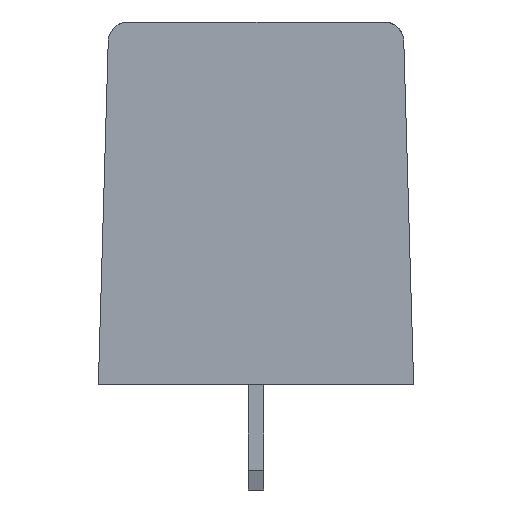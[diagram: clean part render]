
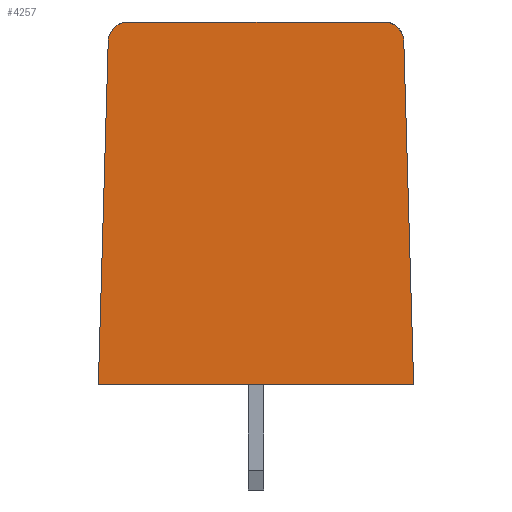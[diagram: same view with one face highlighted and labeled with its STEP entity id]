
A CAD part, left-side view. The second image highlights one B-rep face of the part: STEP entity #4257.
In plain terms, the highlighted planar face has unit normal (-1, 0, 0).
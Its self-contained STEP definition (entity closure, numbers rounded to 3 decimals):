
#4125 = VERTEX_POINT('',#4126);
#4126 = CARTESIAN_POINT('',(-0.625,6.5,18.4));
#4132 = EDGE_CURVE('',#4125,#4133,#4135,.T.);
#4133 = VERTEX_POINT('',#4134);
#4134 = CARTESIAN_POINT('',(-0.625,-6.5,18.4));
#4135 = LINE('',#4136,#4137);
#4136 = CARTESIAN_POINT('',(-0.625,8.,18.4));
#4137 = VECTOR('',#4138,1.);
#4138 = DIRECTION('',(0.,-1.,0.));
#4172 = VERTEX_POINT('',#4173);
#4173 = CARTESIAN_POINT('',(-0.625,7.5,17.429));
#4179 = EDGE_CURVE('',#4172,#4125,#4180,.T.);
#4180 = CIRCLE('',#4181,1.);
#4181 = AXIS2_PLACEMENT_3D('',#4182,#4183,#4184);
#4182 = CARTESIAN_POINT('',(-0.625,6.5,17.4));
#4183 = DIRECTION('',(1.,0.,0.));
#4184 = DIRECTION('',(0.,1.,0.));
#4238 = EDGE_CURVE('',#4133,#4239,#4241,.T.);
#4239 = VERTEX_POINT('',#4240);
#4240 = CARTESIAN_POINT('',(-0.625,-7.5,17.429));
#4241 = CIRCLE('',#4242,1.);
#4242 = AXIS2_PLACEMENT_3D('',#4243,#4244,#4245);
#4243 = CARTESIAN_POINT('',(-0.625,-6.5,17.4));
#4244 = DIRECTION('',(1.,0.,0.));
#4245 = DIRECTION('',(0.,1.,0.));
#4257 = ADVANCED_FACE('',(#4258),#4285,.T.);
#4258 = FACE_BOUND('',#4259,.T.);
#4259 = EDGE_LOOP('',(#4260,#4268,#4276,#4282,#4283,#4284));
#4260 = ORIENTED_EDGE('',*,*,#4261,.F.);
#4261 = EDGE_CURVE('',#4262,#4172,#4264,.T.);
#4262 = VERTEX_POINT('',#4263);
#4263 = CARTESIAN_POINT('',(-0.625,8.,0.));
#4264 = LINE('',#4265,#4266);
#4265 = CARTESIAN_POINT('',(-0.625,7.75,8.714));
#4266 = VECTOR('',#4267,1.);
#4267 = DIRECTION('',(0.,-0.029,1.));
#4268 = ORIENTED_EDGE('',*,*,#4269,.T.);
#4269 = EDGE_CURVE('',#4262,#4270,#4272,.T.);
#4270 = VERTEX_POINT('',#4271);
#4271 = CARTESIAN_POINT('',(-0.625,-8.,0.));
#4272 = LINE('',#4273,#4274);
#4273 = CARTESIAN_POINT('',(-0.625,8.,0.));
#4274 = VECTOR('',#4275,1.);
#4275 = DIRECTION('',(0.,-1.,0.));
#4276 = ORIENTED_EDGE('',*,*,#4277,.F.);
#4277 = EDGE_CURVE('',#4239,#4270,#4278,.T.);
#4278 = LINE('',#4279,#4280);
#4279 = CARTESIAN_POINT('',(-0.625,-7.993,0.229));
#4280 = VECTOR('',#4281,1.);
#4281 = DIRECTION('',(0.,-0.029,-1.));
#4282 = ORIENTED_EDGE('',*,*,#4238,.F.);
#4283 = ORIENTED_EDGE('',*,*,#4132,.F.);
#4284 = ORIENTED_EDGE('',*,*,#4179,.F.);
#4285 = PLANE('',#4286);
#4286 = AXIS2_PLACEMENT_3D('',#4287,#4288,#4289);
#4287 = CARTESIAN_POINT('',(-0.625,8.,0.));
#4288 = DIRECTION('',(-1.,0.,0.));
#4289 = DIRECTION('',(0.,0.,1.));
